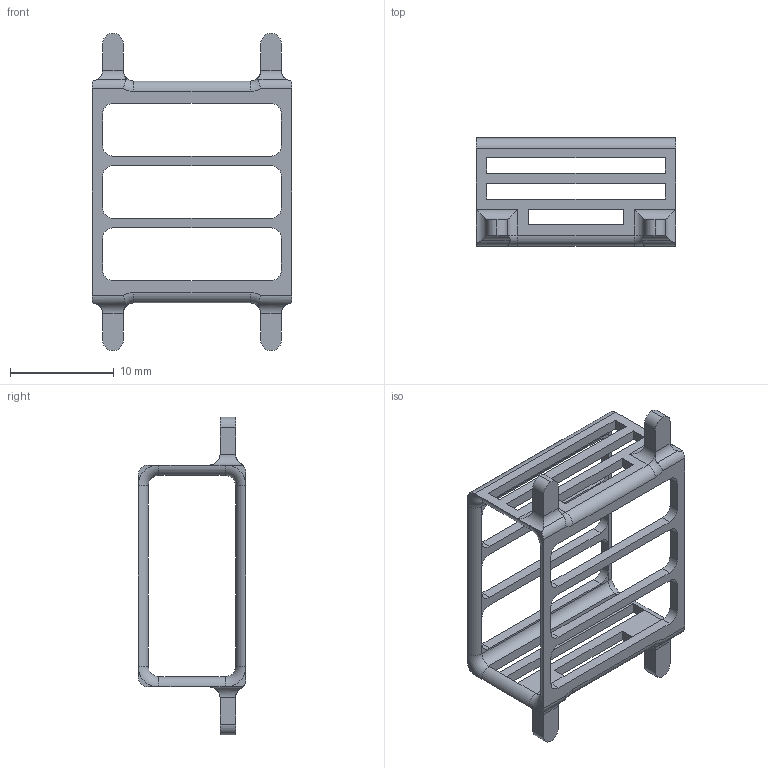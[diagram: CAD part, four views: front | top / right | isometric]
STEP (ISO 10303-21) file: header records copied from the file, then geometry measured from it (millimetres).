
FILE_DESCRIPTION (( 'STEP AP214' ), '1' );
FILE_NAME ('Battery holder for 380mAh 25C.STEP', '2016-08-23T13:34:40', ( '' ), ( '' ), 'SwSTEP 2.0', 'SolidWorks 2014', '' );
FILE_SCHEMA (( 'AUTOMOTIVE_DESIGN' ));
Length unit declared in the file: millimetre
Products named in the file (1): Battery holder for 380mAh 25C
Bounding box: 19.24 x 10.4 x 30.6 mm (x, y, z)
Volume: 533.3 mm3; surface area: 1562.7 mm2
Topology: 1 solids, 1 shells, 168 faces, 440 edges, 260 vertices
Faces by surface type: plane 88, cylinder 68, torus 12
Entity records: 5186 total; most frequent: CARTESIAN_POINT 985, ORIENTED_EDGE 880, DIRECTION 874, EDGE_CURVE 440, VECTOR 296, LINE 296, AXIS2_PLACEMENT_3D 289, VERTEX_POINT 260
